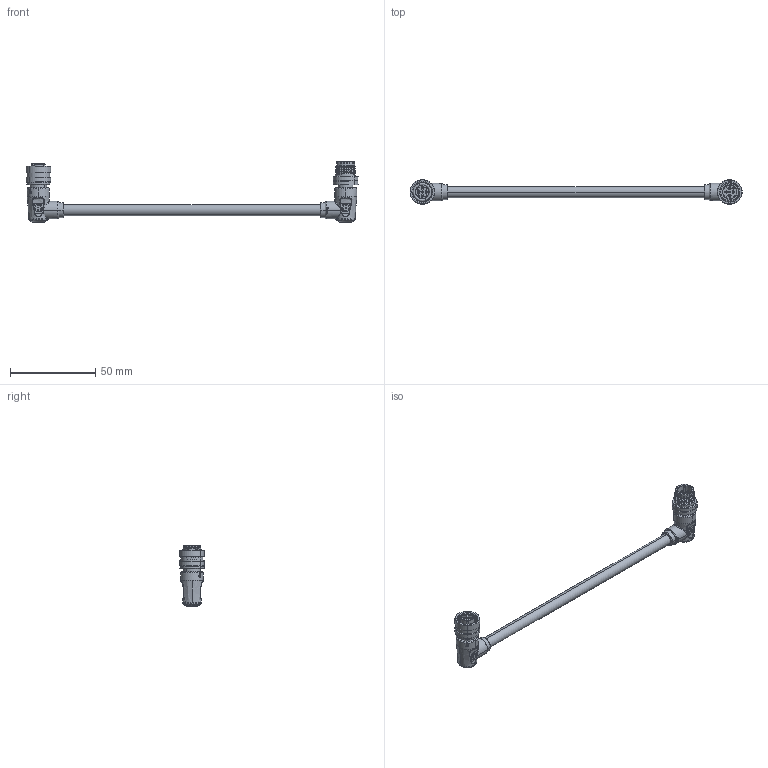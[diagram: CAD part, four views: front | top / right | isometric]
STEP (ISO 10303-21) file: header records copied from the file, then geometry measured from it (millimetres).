
FILE_DESCRIPTION (( 'STEP AP203' ), '1' );
FILE_NAME ('10-04985_revA.STEP', '2022-01-24T19:14:06', ( '' ), ( '' ), 'SwSTEP 2.0', 'SolidWorks 2021', '' );
FILE_SCHEMA (( 'CONFIG_CONTROL_DESIGN' ));
Length unit declared in the file: millimetre
Products named in the file (14): 30-01586_blunt cut; 50-00981-02_For STEP file; 50-00981_STEP; 50-00981-01___; 10-04985_revA; 50-00988-02_For STEP file; 24-00361; 50-00988-01___; 50-00988-03___; 50-00981-05___; 50-00981-03___; 50-00988_STEP; 50-00988-04___; 50-00981-04___
Assembly tree (22 placements, depth 3):
  10-04985_revA
    30-01586_blunt cut
    24-00361  x2
    50-00981_STEP
      50-00981-01___
      50-00981-02_For STEP file
      50-00981-03___  x5
      50-00981-04___
      50-00981-05___
    50-00988_STEP
      50-00988-01___
      50-00988-02_For STEP file
      50-00988-03___  x5
      50-00988-04___
Bounding box: 194.44 x 14.44 x 35.2 mm (x, y, z)
Volume: 14151 mm3; surface area: 50552.7 mm2
Topology: 131 solids, 131 shells, 1854 faces, 4220 edges, 2700 vertices
Faces by surface type: cylinder 822, plane 589, bspline 163, torus 158, cone 110, sphere 12
Entity records: 41029 total; most frequent: CARTESIAN_POINT 11662, DIRECTION 6125, ORIENTED_EDGE 5324, EDGE_CURVE 2662, AXIS2_PLACEMENT_3D 2576, VERTEX_POINT 1733, EDGE_LOOP 1515, CIRCLE 1406
